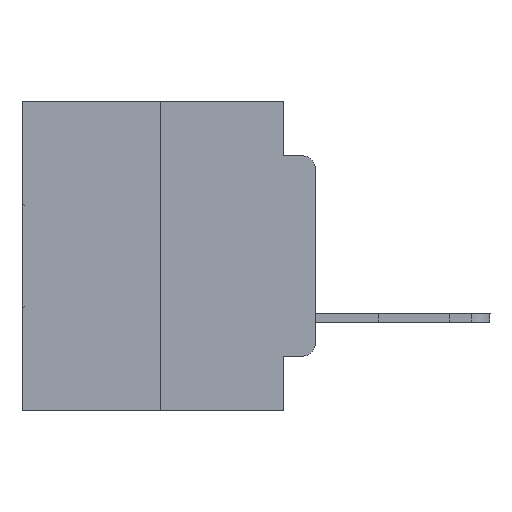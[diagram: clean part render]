
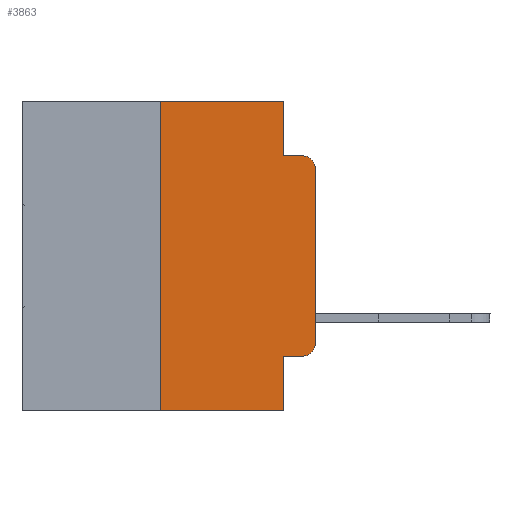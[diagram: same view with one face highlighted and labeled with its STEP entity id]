
A CAD part, left-side view. The second image highlights one B-rep face of the part: STEP entity #3863.
In plain terms, the highlighted planar face has unit normal (-1, 0, 0).
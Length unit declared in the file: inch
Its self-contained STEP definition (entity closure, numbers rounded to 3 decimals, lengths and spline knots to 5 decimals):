
#1116 = LINE ( 'NONE', #21080, #9513 ) ;
#2148 = CARTESIAN_POINT ( 'NONE',  ( 0., 0.051, 0. ) ) ;
#2293 = CARTESIAN_POINT ( 'NONE',  ( 0., 0.02, -0.4115 ) ) ;
#2460 = CARTESIAN_POINT ( 'NONE',  ( 0., 0.051, -0.0885 ) ) ;
#2492 = EDGE_CURVE ( 'NONE', #25628, #24350, #6520, .T. ) ;
#2834 = EDGE_CURVE ( 'NONE', #5165, #8964, #3177, .T. ) ;
#3177 = LINE ( 'NONE', #6279, #12253 ) ;
#3863 = ADVANCED_FACE ( 'NONE', ( #11842 ), #18221, .F. ) ;
#4299 = CARTESIAN_POINT ( 'NONE',  ( 0., 0.02, -0.1085 ) ) ;
#4539 = LINE ( 'NONE', #5349, #28485 ) ;
#4827 = DIRECTION ( 'NONE',  ( 0., 0., -1. ) ) ;
#5052 = CARTESIAN_POINT ( 'NONE',  ( 0., 0.02, -0.0885 ) ) ;
#5111 = VECTOR ( 'NONE', #26634, 39.37008 ) ;
#5137 = EDGE_CURVE ( 'NONE', #11109, #27506, #25078, .T. ) ;
#5165 = VERTEX_POINT ( 'NONE', #27511 ) ;
#5349 = CARTESIAN_POINT ( 'NONE',  ( 0., 0., 0. ) ) ;
#5412 = CARTESIAN_POINT ( 'NONE',  ( 0., 0.051, 0. ) ) ;
#5539 = EDGE_CURVE ( 'NONE', #27506, #8562, #11252, .T. ) ;
#5805 = VERTEX_POINT ( 'NONE', #9013 ) ;
#6018 = CARTESIAN_POINT ( 'NONE',  ( 0., 0.25, 0. ) ) ;
#6217 = VECTOR ( 'NONE', #22237, 39.37008 ) ;
#6279 = CARTESIAN_POINT ( 'NONE',  ( 0., 0.051, -0.4115 ) ) ;
#6310 = CARTESIAN_POINT ( 'NONE',  ( 0., 0.051, -0.5 ) ) ;
#6454 = DIRECTION ( 'NONE',  ( -1., 0., 0. ) ) ;
#6520 = CIRCLE ( 'NONE', #16482, 0.02 ) ;
#8562 = VERTEX_POINT ( 'NONE', #18782 ) ;
#8915 = EDGE_CURVE ( 'NONE', #8964, #15033, #29979, .T. ) ;
#8964 = VERTEX_POINT ( 'NONE', #2293 ) ;
#8992 = CARTESIAN_POINT ( 'NONE',  ( 0., 0.473, 0. ) ) ;
#9013 = CARTESIAN_POINT ( 'NONE',  ( 0., 0.051, -0.0885 ) ) ;
#9342 = AXIS2_PLACEMENT_3D ( 'NONE', #8992, #20548, #27561 ) ;
#9513 = VECTOR ( 'NONE', #25635, 39.37008 ) ;
#10212 = CARTESIAN_POINT ( 'NONE',  ( 0., 0.473, 0. ) ) ;
#10369 = ORIENTED_EDGE ( 'NONE', *, *, #5137, .F. ) ;
#10762 = DIRECTION ( 'NONE',  ( 0., 0., -1. ) ) ;
#11109 = VERTEX_POINT ( 'NONE', #20804 ) ;
#11252 = LINE ( 'NONE', #10212, #5111 ) ;
#11835 = EDGE_CURVE ( 'NONE', #5805, #24350, #26794, .T. ) ;
#11842 = FACE_OUTER_BOUND ( 'NONE', #14472, .T. ) ;
#12253 = VECTOR ( 'NONE', #22588, 39.37008 ) ;
#12606 = VECTOR ( 'NONE', #18916, 39.37008 ) ;
#13399 = DIRECTION ( 'NONE',  ( 0., 0., -1. ) ) ;
#13421 = ORIENTED_EDGE ( 'NONE', *, *, #5539, .F. ) ;
#13658 = EDGE_CURVE ( 'NONE', #15033, #25628, #4539, .T. ) ;
#13857 = CARTESIAN_POINT ( 'NONE',  ( 0., 0.02, -0.3915 ) ) ;
#14456 = CARTESIAN_POINT ( 'NONE',  ( 0., 0., -0.1085 ) ) ;
#14472 = EDGE_LOOP ( 'NONE', ( #28358, #15207, #24551, #18493, #13421, #10369, #18157, #19793, #27427, #15474 ) ) ;
#14637 = LINE ( 'NONE', #5412, #28106 ) ;
#15033 = VERTEX_POINT ( 'NONE', #20582 ) ;
#15207 = ORIENTED_EDGE ( 'NONE', *, *, #2492, .T. ) ;
#15474 = ORIENTED_EDGE ( 'NONE', *, *, #8915, .T. ) ;
#16031 = DIRECTION ( 'NONE',  ( -1., 0., 0. ) ) ;
#16482 = AXIS2_PLACEMENT_3D ( 'NONE', #4299, #6454, #13399 ) ;
#18157 = ORIENTED_EDGE ( 'NONE', *, *, #27218, .T. ) ;
#18221 = PLANE ( 'NONE',  #9342 ) ;
#18493 = ORIENTED_EDGE ( 'NONE', *, *, #26312, .F. ) ;
#18782 = CARTESIAN_POINT ( 'NONE',  ( 0., 0.051, 0. ) ) ;
#18916 = DIRECTION ( 'NONE',  ( 0., -1., 0. ) ) ;
#19793 = ORIENTED_EDGE ( 'NONE', *, *, #19926, .F. ) ;
#19926 = EDGE_CURVE ( 'NONE', #5165, #26147, #27062, .T. ) ;
#20548 = DIRECTION ( 'NONE',  ( 1., 0., 0. ) ) ;
#20582 = CARTESIAN_POINT ( 'NONE',  ( 0., 0., -0.3915 ) ) ;
#20804 = CARTESIAN_POINT ( 'NONE',  ( 0., 0.25, -0.5 ) ) ;
#21080 = CARTESIAN_POINT ( 'NONE',  ( 0., 0.473, -0.5 ) ) ;
#22181 = CARTESIAN_POINT ( 'NONE',  ( 0., 0.25, 0. ) ) ;
#22237 = DIRECTION ( 'NONE',  ( 0., 0., 1. ) ) ;
#22588 = DIRECTION ( 'NONE',  ( 0., -1., 0. ) ) ;
#23018 = DIRECTION ( 'NONE',  ( 0., 0., -1. ) ) ;
#24211 = AXIS2_PLACEMENT_3D ( 'NONE', #13857, #16031, #23018 ) ;
#24350 = VERTEX_POINT ( 'NONE', #5052 ) ;
#24551 = ORIENTED_EDGE ( 'NONE', *, *, #11835, .F. ) ;
#25078 = LINE ( 'NONE', #6018, #6217 ) ;
#25628 = VERTEX_POINT ( 'NONE', #14456 ) ;
#25635 = DIRECTION ( 'NONE',  ( 0., -1., 0. ) ) ;
#26147 = VERTEX_POINT ( 'NONE', #6310 ) ;
#26312 = EDGE_CURVE ( 'NONE', #8562, #5805, #14637, .T. ) ;
#26634 = DIRECTION ( 'NONE',  ( 0., -1., 0. ) ) ;
#26794 = LINE ( 'NONE', #2460, #12606 ) ;
#27062 = LINE ( 'NONE', #2148, #28889 ) ;
#27218 = EDGE_CURVE ( 'NONE', #11109, #26147, #1116, .T. ) ;
#27427 = ORIENTED_EDGE ( 'NONE', *, *, #2834, .T. ) ;
#27506 = VERTEX_POINT ( 'NONE', #22181 ) ;
#27511 = CARTESIAN_POINT ( 'NONE',  ( 0., 0.051, -0.4115 ) ) ;
#27561 = DIRECTION ( 'NONE',  ( 0., 0., -1. ) ) ;
#28106 = VECTOR ( 'NONE', #10762, 39.37008 ) ;
#28358 = ORIENTED_EDGE ( 'NONE', *, *, #13658, .T. ) ;
#28485 = VECTOR ( 'NONE', #28578, 39.37008 ) ;
#28578 = DIRECTION ( 'NONE',  ( 0., 0., 1. ) ) ;
#28889 = VECTOR ( 'NONE', #4827, 39.37008 ) ;
#29979 = CIRCLE ( 'NONE', #24211, 0.02 ) ;
